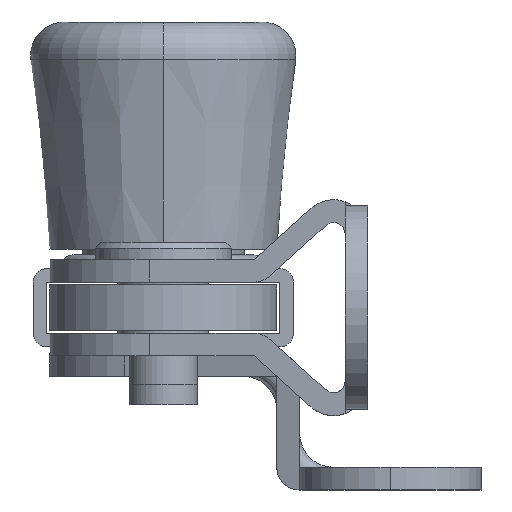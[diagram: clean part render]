
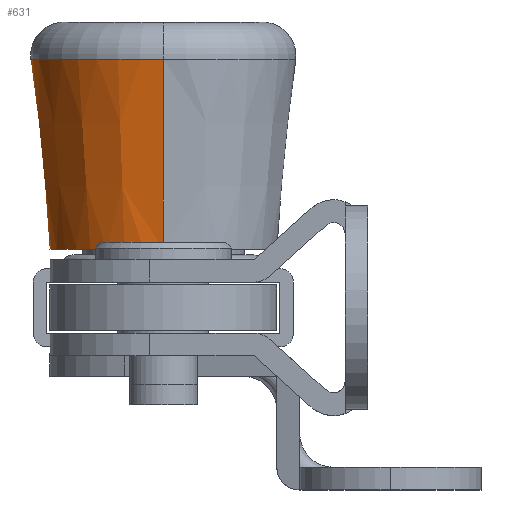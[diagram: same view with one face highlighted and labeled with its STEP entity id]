
A CAD part, left-side view. The second image highlights one B-rep face of the part: STEP entity #631.
In plain terms, the highlighted conical face has half-angle 5.711 degrees and reference radius 10 mm.
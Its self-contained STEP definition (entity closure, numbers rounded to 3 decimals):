
#234 = AXIS2_PLACEMENT_3D ( 'NONE', #5110, #5111, #5112 ) ;
#237 = FACE_OUTER_BOUND ( 'NONE', #5686, .T. ) ;
#254 = VECTOR ( 'NONE', #5171, 1000. ) ;
#316 = VERTEX_POINT ( 'NONE', #7709 ) ;
#503 = EDGE_CURVE ( 'NONE', #5201, #316, #4678, .T. ) ;
#504 = EDGE_CURVE ( 'NONE', #5201, #1215, #1104, .T. ) ;
#506 = EDGE_CURVE ( 'NONE', #6613, #316, #1106, .T. ) ;
#631 = ADVANCED_FACE ( 'NONE', ( #237 ), #1129, .T. ) ;
#649 = EDGE_CURVE ( 'NONE', #1215, #6613, #5169, .T. ) ;
#1104 = CIRCLE ( 'NONE', #1459, 10. ) ;
#1106 = CIRCLE ( 'NONE', #1456, 11.67 ) ;
#1129 = CONICAL_SURFACE ( 'NONE', #234, 10., 0.1 ) ;
#1215 = VERTEX_POINT ( 'NONE', #8004 ) ;
#1456 = AXIS2_PLACEMENT_3D ( 'NONE', #4686, #4687, #4688 ) ;
#1458 = VECTOR ( 'NONE', #4680, 1000. ) ;
#1459 = AXIS2_PLACEMENT_3D ( 'NONE', #4677, #4681, #4682 ) ;
#2106 = CARTESIAN_POINT ( 'NONE',  ( 11.67, 16.701, 0. ) ) ;
#4677 = CARTESIAN_POINT ( 'NONE',  ( 0., 0., 0. ) ) ;
#4678 = LINE ( 'NONE', #4679, #1458 ) ;
#4679 = CARTESIAN_POINT ( 'NONE',  ( -10., 0., 0. ) ) ;
#4680 = DIRECTION ( 'NONE',  ( -0.1, 0.995, 0. ) ) ;
#4681 = DIRECTION ( 'NONE',  ( 0., 1., 0. ) ) ;
#4682 = DIRECTION ( 'NONE',  ( -1., 0., 0. ) ) ;
#4686 = CARTESIAN_POINT ( 'NONE',  ( 0., 16.701, 0. ) ) ;
#4687 = DIRECTION ( 'NONE',  ( 0., -1., 0. ) ) ;
#4688 = DIRECTION ( 'NONE',  ( 1., 0., 0. ) ) ;
#5110 = CARTESIAN_POINT ( 'NONE',  ( 0., 0., 0. ) ) ;
#5111 = DIRECTION ( 'NONE',  ( 0., 1., 0. ) ) ;
#5112 = DIRECTION ( 'NONE',  ( -1., 0., 0. ) ) ;
#5169 = LINE ( 'NONE', #5170, #254 ) ;
#5170 = CARTESIAN_POINT ( 'NONE',  ( 10., 0., 0. ) ) ;
#5171 = DIRECTION ( 'NONE',  ( 0.1, 0.995, 0. ) ) ;
#5201 = VERTEX_POINT ( 'NONE', #8270 ) ;
#5686 = EDGE_LOOP ( 'NONE', ( #6442, #6443, #6398, #6444 ) ) ;
#6398 = ORIENTED_EDGE ( 'NONE', *, *, #506, .T. ) ;
#6442 = ORIENTED_EDGE ( 'NONE', *, *, #504, .T. ) ;
#6443 = ORIENTED_EDGE ( 'NONE', *, *, #649, .T. ) ;
#6444 = ORIENTED_EDGE ( 'NONE', *, *, #503, .F. ) ;
#6613 = VERTEX_POINT ( 'NONE', #2106 ) ;
#7709 = CARTESIAN_POINT ( 'NONE',  ( -11.67, 16.701, 0. ) ) ;
#8004 = CARTESIAN_POINT ( 'NONE',  ( 10., 0., 0. ) ) ;
#8270 = CARTESIAN_POINT ( 'NONE',  ( -10., 0., 0. ) ) ;
